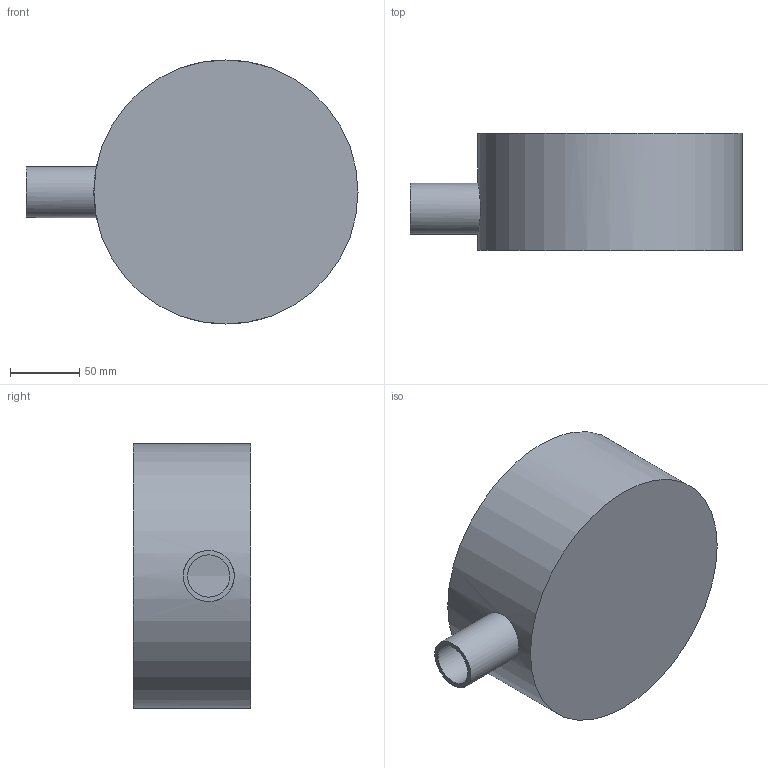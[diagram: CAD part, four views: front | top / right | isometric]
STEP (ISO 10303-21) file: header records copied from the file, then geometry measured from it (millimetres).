
FILE_DESCRIPTION((''),'2;1');
FILE_NAME('harvey_noiseAttachment.stp','2012-11-05T14:01:44',('charvey'),(''),'Autodesk Inventor 2012','Autodesk Inventor 2012','');
FILE_SCHEMA(('AUTOMOTIVE_DESIGN { 1 0 10303 214 1 1 1 1 }'));
Length unit declared in the file: inch
Products named in the file (1): noiseAttachment
Bounding box: 239.5 x 84.43 x 190.5 mm (x, y, z)
Volume: 251278.4 mm3; surface area: 162560.6 mm2
Topology: 1 solids, 1 shells, 8 faces, 14 edges, 10 vertices
Faces by surface type: cylinder 4, plane 3, sphere 1
Full cylindrical faces by diameter (mm): 30.48 x1, 36.83 x1, 184.15 x1, 190.5 x1
Entity records: 312 total; most frequent: CARTESIAN_POINT 142, DIRECTION 30, ORIENTED_EDGE 18, EDGE_LOOP 16, AXIS2_PLACEMENT_3D 15, VERTEX_POINT 9, EDGE_CURVE 9, FACE_OUTER_BOUND 8
